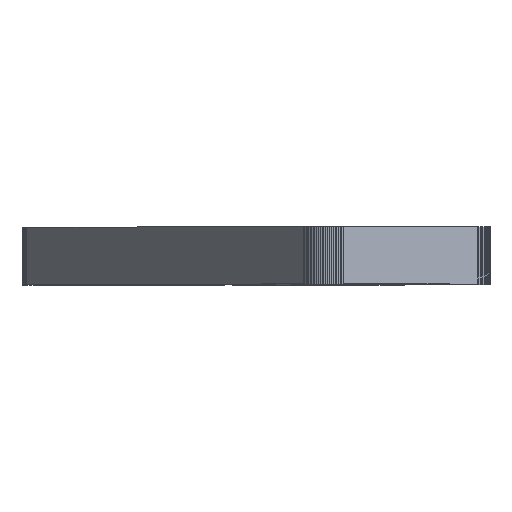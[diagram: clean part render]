
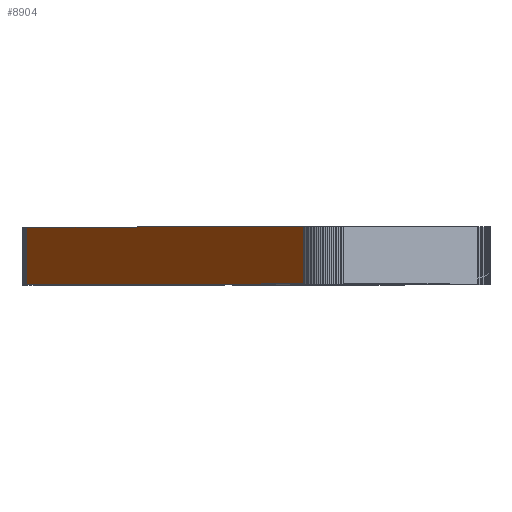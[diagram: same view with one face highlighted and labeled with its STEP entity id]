
A CAD part, top view. The second image highlights one B-rep face of the part: STEP entity #8904.
In plain terms, the highlighted planar face has unit normal (-0.816, 0, 0.578).
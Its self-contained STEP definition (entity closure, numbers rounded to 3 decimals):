
#43 = PLANE('',#44);
#44 = AXIS2_PLACEMENT_3D('',#45,#46,#47);
#45 = CARTESIAN_POINT('',(-33.,40.,50.));
#46 = DIRECTION('',(0.,-1.,0.));
#47 = DIRECTION('',(0.,0.,-1.));
#97 = PLANE('',#98);
#98 = AXIS2_PLACEMENT_3D('',#99,#100,#101);
#99 = CARTESIAN_POINT('',(-32.942,34.,9.415));
#100 = DIRECTION('',(0.,1.,0.));
#101 = DIRECTION('',(0.,0.,1.));
#1394 = VERTEX_POINT('',#1395);
#1395 = CARTESIAN_POINT('',(-3.494,40.,92.667));
#1409 = PLANE('',#1410);
#1410 = AXIS2_PLACEMENT_3D('',#1411,#1412,#1413);
#1411 = CARTESIAN_POINT('',(-3.437,37.,92.747));
#1412 = DIRECTION('',(0.813,0.,-0.582)
  );
#1413 = DIRECTION('',(0.582,0.,0.813)
  );
#1421 = EDGE_CURVE('',#1422,#1394,#1424,.T.);
#1422 = VERTEX_POINT('',#1423);
#1423 = CARTESIAN_POINT('',(-32.494,40.,51.667));
#1424 = SURFACE_CURVE('',#1425,(#1429,#1436),.PCURVE_S1.);
#1425 = LINE('',#1426,#1427);
#1426 = CARTESIAN_POINT('',(-32.494,40.,51.667));
#1427 = VECTOR('',#1428,1.);
#1428 = DIRECTION('',(0.577,0.,0.816));
#1429 = PCURVE('',#43,#1430);
#1430 = DEFINITIONAL_REPRESENTATION('',(#1431),#1435);
#1431 = LINE('',#1432,#1433);
#1432 = CARTESIAN_POINT('',(-1.667,0.506));
#1433 = VECTOR('',#1434,1.);
#1434 = DIRECTION('',(-0.816,0.577));
#1435 = ( GEOMETRIC_REPRESENTATION_CONTEXT(2) 
PARAMETRIC_REPRESENTATION_CONTEXT() REPRESENTATION_CONTEXT('2D SPACE',''
  ) );
#1436 = PCURVE('',#1437,#1442);
#1437 = PLANE('',#1438);
#1438 = AXIS2_PLACEMENT_3D('',#1439,#1440,#1441);
#1439 = CARTESIAN_POINT('',(-3.494,34.,92.667));
#1440 = DIRECTION('',(0.816,0.,-0.577));
#1441 = DIRECTION('',(0.577,0.,0.816));
#1442 = DEFINITIONAL_REPRESENTATION('',(#1443),#1447);
#1443 = LINE('',#1444,#1445);
#1444 = CARTESIAN_POINT('',(-50.22,-6.));
#1445 = VECTOR('',#1446,1.);
#1446 = DIRECTION('',(1.,0.));
#1447 = ( GEOMETRIC_REPRESENTATION_CONTEXT(2) 
PARAMETRIC_REPRESENTATION_CONTEXT() REPRESENTATION_CONTEXT('2D SPACE',''
  ) );
#1465 = PLANE('',#1466);
#1466 = AXIS2_PLACEMENT_3D('',#1467,#1468,#1469);
#1467 = CARTESIAN_POINT('',(-32.494,34.,51.667));
#1468 = DIRECTION('',(0.849,0.,-0.528));
#1469 = DIRECTION('',(0.528,0.,0.849));
#5145 = VERTEX_POINT('',#5146);
#5146 = CARTESIAN_POINT('',(-32.494,34.,51.667));
#5167 = EDGE_CURVE('',#5168,#5145,#5170,.T.);
#5168 = VERTEX_POINT('',#5169);
#5169 = CARTESIAN_POINT('',(-3.494,34.,92.667));
#5170 = SURFACE_CURVE('',#5171,(#5175,#5182),.PCURVE_S1.);
#5171 = LINE('',#5172,#5173);
#5172 = CARTESIAN_POINT('',(-3.494,34.,92.667));
#5173 = VECTOR('',#5174,1.);
#5174 = DIRECTION('',(-0.577,0.,-0.816));
#5175 = PCURVE('',#97,#5176);
#5176 = DEFINITIONAL_REPRESENTATION('',(#5177),#5181);
#5177 = LINE('',#5178,#5179);
#5178 = CARTESIAN_POINT('',(83.252,29.448));
#5179 = VECTOR('',#5180,1.);
#5180 = DIRECTION('',(-0.816,-0.577));
#5181 = ( GEOMETRIC_REPRESENTATION_CONTEXT(2) 
PARAMETRIC_REPRESENTATION_CONTEXT() REPRESENTATION_CONTEXT('2D SPACE',''
  ) );
#5182 = PCURVE('',#1437,#5183);
#5183 = DEFINITIONAL_REPRESENTATION('',(#5184),#5188);
#5184 = LINE('',#5185,#5186);
#5185 = CARTESIAN_POINT('',(0.,0.));
#5186 = VECTOR('',#5187,1.);
#5187 = DIRECTION('',(-1.,-0.));
#5188 = ( GEOMETRIC_REPRESENTATION_CONTEXT(2) 
PARAMETRIC_REPRESENTATION_CONTEXT() REPRESENTATION_CONTEXT('2D SPACE',''
  ) );
#8856 = EDGE_CURVE('',#5168,#1394,#8857,.T.);
#8857 = SURFACE_CURVE('',#8858,(#8862,#8869),.PCURVE_S1.);
#8858 = LINE('',#8859,#8860);
#8859 = CARTESIAN_POINT('',(-3.494,34.,92.667));
#8860 = VECTOR('',#8861,1.);
#8861 = DIRECTION('',(0.,1.,0.));
#8862 = PCURVE('',#1409,#8863);
#8863 = DEFINITIONAL_REPRESENTATION('',(#8864),#8868);
#8864 = LINE('',#8865,#8866);
#8865 = CARTESIAN_POINT('',(-0.098,3.));
#8866 = VECTOR('',#8867,1.);
#8867 = DIRECTION('',(0.,-1.));
#8868 = ( GEOMETRIC_REPRESENTATION_CONTEXT(2) 
PARAMETRIC_REPRESENTATION_CONTEXT() REPRESENTATION_CONTEXT('2D SPACE',''
  ) );
#8869 = PCURVE('',#1437,#8870);
#8870 = DEFINITIONAL_REPRESENTATION('',(#8871),#8875);
#8871 = LINE('',#8872,#8873);
#8872 = CARTESIAN_POINT('',(0.,0.));
#8873 = VECTOR('',#8874,1.);
#8874 = DIRECTION('',(0.,-1.));
#8875 = ( GEOMETRIC_REPRESENTATION_CONTEXT(2) 
PARAMETRIC_REPRESENTATION_CONTEXT() REPRESENTATION_CONTEXT('2D SPACE',''
  ) );
#8904 = ADVANCED_FACE('',(#8905),#1437,.F.);
#8905 = FACE_BOUND('',#8906,.T.);
#8906 = EDGE_LOOP('',(#8907,#8908,#8909,#8930));
#8907 = ORIENTED_EDGE('',*,*,#8856,.T.);
#8908 = ORIENTED_EDGE('',*,*,#1421,.F.);
#8909 = ORIENTED_EDGE('',*,*,#8910,.F.);
#8910 = EDGE_CURVE('',#5145,#1422,#8911,.T.);
#8911 = SURFACE_CURVE('',#8912,(#8916,#8923),.PCURVE_S1.);
#8912 = LINE('',#8913,#8914);
#8913 = CARTESIAN_POINT('',(-32.494,34.,51.667));
#8914 = VECTOR('',#8915,1.);
#8915 = DIRECTION('',(0.,1.,0.));
#8916 = PCURVE('',#1437,#8917);
#8917 = DEFINITIONAL_REPRESENTATION('',(#8918),#8922);
#8918 = LINE('',#8919,#8920);
#8919 = CARTESIAN_POINT('',(-50.22,-0.));
#8920 = VECTOR('',#8921,1.);
#8921 = DIRECTION('',(0.,-1.));
#8922 = ( GEOMETRIC_REPRESENTATION_CONTEXT(2) 
PARAMETRIC_REPRESENTATION_CONTEXT() REPRESENTATION_CONTEXT('2D SPACE',''
  ) );
#8923 = PCURVE('',#1465,#8924);
#8924 = DEFINITIONAL_REPRESENTATION('',(#8925),#8929);
#8925 = LINE('',#8926,#8927);
#8926 = CARTESIAN_POINT('',(0.,0.));
#8927 = VECTOR('',#8928,1.);
#8928 = DIRECTION('',(0.,-1.));
#8929 = ( GEOMETRIC_REPRESENTATION_CONTEXT(2) 
PARAMETRIC_REPRESENTATION_CONTEXT() REPRESENTATION_CONTEXT('2D SPACE',''
  ) );
#8930 = ORIENTED_EDGE('',*,*,#5167,.F.);
